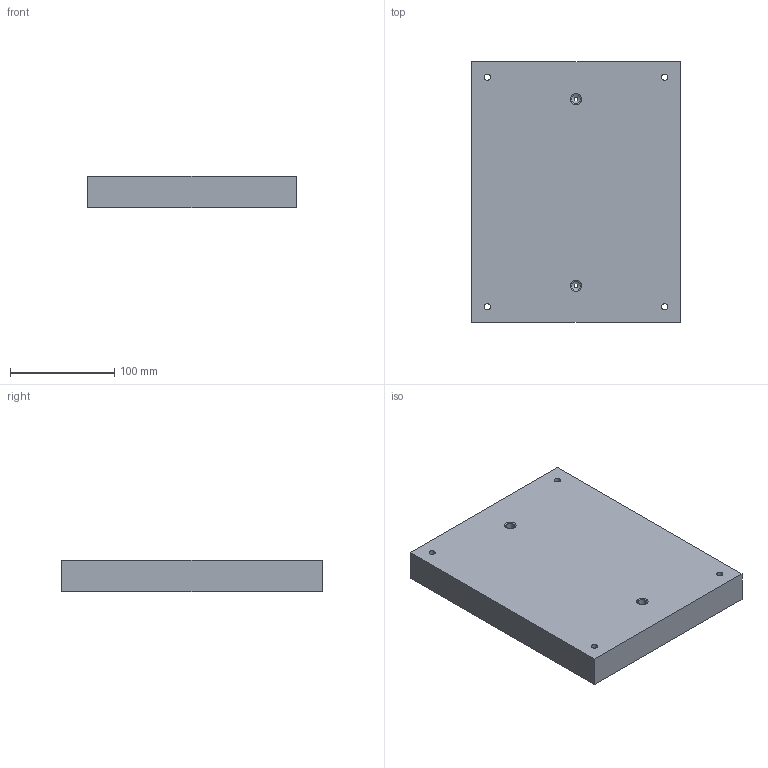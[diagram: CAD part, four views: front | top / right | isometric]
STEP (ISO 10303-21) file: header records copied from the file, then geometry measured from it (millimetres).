
FILE_DESCRIPTION (( 'STEP AP214' ), '1' );
FILE_NAME ('Moule superieur.STEP', '2016-06-07T21:10:27', ( '' ), ( '' ), 'SwSTEP 2.0', 'SolidWorks 2014', '' );
FILE_SCHEMA (( 'AUTOMOTIVE_DESIGN' ));
Length unit declared in the file: millimetre
Products named in the file (1): Moule superieur
Bounding box: 200 x 250 x 30 mm (x, y, z)
Volume: 1429677.1 mm3; surface area: 134242 mm2
Topology: 1 solids, 1 shells, 58 faces, 152 edges, 97 vertices
Faces by surface type: cylinder 21, plane 19, bspline 10, cone 8
Entity records: 11222 total; most frequent: CARTESIAN_POINT 9784, ORIENTED_EDGE 304, DIRECTION 272, EDGE_CURVE 152, AXIS2_PLACEMENT_3D 101, VERTEX_POINT 97, EDGE_LOOP 71, LINE 70
